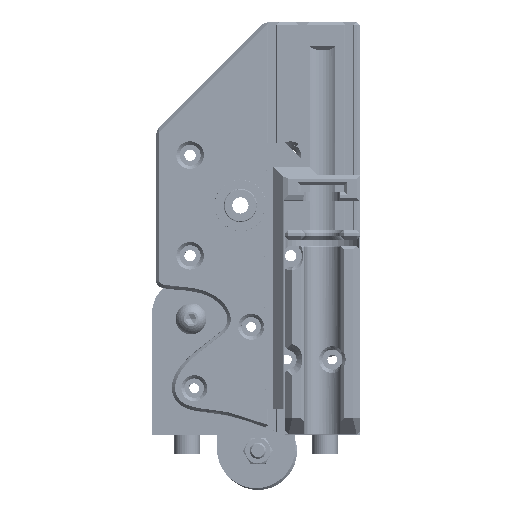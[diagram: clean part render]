
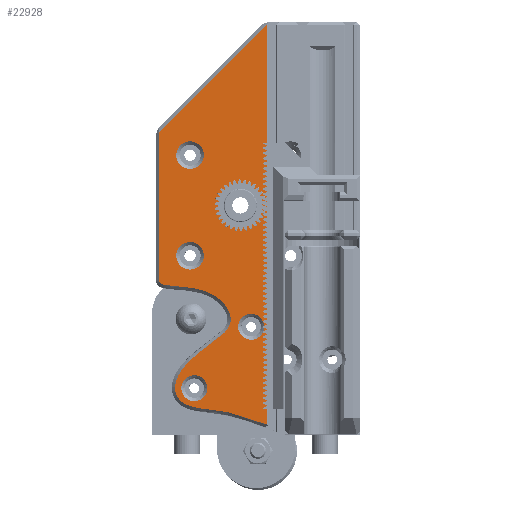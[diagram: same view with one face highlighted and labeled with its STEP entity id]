
A CAD part, top view. The second image highlights one B-rep face of the part: STEP entity #22928.
In plain terms, the highlighted planar face has unit normal (0, 0, 1).
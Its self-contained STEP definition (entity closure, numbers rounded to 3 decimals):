
#312=B_SPLINE_CURVE_WITH_KNOTS('',3,(#38192,#38193,#38194,#38195,#38196,
#38197,#38198,#38199,#38200,#38201,#38202,#38203,#38204,#38205,#38206,#38207,
#38208,#38209,#38210,#38211,#38212,#38213,#38214,#38215,#38216,#38217,#38218,
#38219,#38220,#38221,#38222,#38223,#38224,#38225,#38226,#38227,#38228,#38229,
#38230,#38231,#38232),.UNSPECIFIED.,.F.,.F.,(4,1,1,1,1,1,1,1,1,1,1,2,1,
1,1,1,1,1,1,1,1,1,1,1,1,1,1,1,1,1,1,2,2,2,4),(0.189,0.283,
0.38,0.429,0.478,0.527,
0.576,0.673,0.771,0.795,
0.868,0.966,1.102,1.239,1.375,
1.511,1.693,1.875,1.966,2.011,
2.057,2.193,2.238,2.329,2.375,
2.42,2.511,2.602,2.738,2.875,
3.011,3.147,3.221,3.28,3.344),
 .UNSPECIFIED.);
#952=FACE_BOUND('',#3808,.T.);
#953=FACE_BOUND('',#3809,.T.);
#954=FACE_BOUND('',#3810,.T.);
#955=FACE_BOUND('',#3811,.T.);
#956=FACE_BOUND('',#3812,.T.);
#1171=PLANE('',#24791);
#2435=FACE_OUTER_BOUND('',#3807,.T.);
#3807=EDGE_LOOP('',(#17367,#17368,#17369,#17370));
#3808=EDGE_LOOP('',(#17371));
#3809=EDGE_LOOP('',(#17372));
#3810=EDGE_LOOP('',(#17373));
#3811=EDGE_LOOP('',(#17374));
#3812=EDGE_LOOP('',(#17375));
#5193=LINE('',#38234,#7098);
#5194=LINE('',#38236,#7099);
#5195=LINE('',#38237,#7100);
#7098=VECTOR('',#28491,10.);
#7099=VECTOR('',#28492,10.);
#7100=VECTOR('',#28493,10.);
#8912=CIRCLE('',#24789,3.75);
#8914=CIRCLE('',#24792,4.);
#8915=CIRCLE('',#24793,4.25);
#8916=CIRCLE('',#24794,4.25);
#8917=CIRCLE('',#24795,4.);
#10345=VERTEX_POINT('',#38184);
#10347=VERTEX_POINT('',#38190);
#10348=VERTEX_POINT('',#38191);
#10349=VERTEX_POINT('',#38233);
#10350=VERTEX_POINT('',#38235);
#10351=VERTEX_POINT('',#38238);
#10352=VERTEX_POINT('',#38240);
#10353=VERTEX_POINT('',#38242);
#10354=VERTEX_POINT('',#38244);
#12962=EDGE_CURVE('',#10345,#10345,#8912,.T.);
#12965=EDGE_CURVE('',#10347,#10348,#312,.T.);
#12966=EDGE_CURVE('',#10347,#10349,#5193,.T.);
#12967=EDGE_CURVE('',#10350,#10349,#5194,.T.);
#12968=EDGE_CURVE('',#10348,#10350,#5195,.T.);
#12969=EDGE_CURVE('',#10351,#10351,#8914,.T.);
#12970=EDGE_CURVE('',#10352,#10352,#8915,.T.);
#12971=EDGE_CURVE('',#10353,#10353,#8916,.T.);
#12972=EDGE_CURVE('',#10354,#10354,#8917,.T.);
#17367=ORIENTED_EDGE('',*,*,#12965,.F.);
#17368=ORIENTED_EDGE('',*,*,#12966,.T.);
#17369=ORIENTED_EDGE('',*,*,#12967,.F.);
#17370=ORIENTED_EDGE('',*,*,#12968,.F.);
#17371=ORIENTED_EDGE('',*,*,#12969,.F.);
#17372=ORIENTED_EDGE('',*,*,#12970,.F.);
#17373=ORIENTED_EDGE('',*,*,#12971,.F.);
#17374=ORIENTED_EDGE('',*,*,#12972,.F.);
#17375=ORIENTED_EDGE('',*,*,#12962,.F.);
#22928=ADVANCED_FACE('',(#2435,#952,#953,#954,#955,#956),#1171,.F.);
#24789=AXIS2_PLACEMENT_3D('',#38185,#28484,#28485);
#24791=AXIS2_PLACEMENT_3D('',#38189,#28489,#28490);
#24792=AXIS2_PLACEMENT_3D('',#38239,#28494,#28495);
#24793=AXIS2_PLACEMENT_3D('',#38241,#28496,#28497);
#24794=AXIS2_PLACEMENT_3D('',#38243,#28498,#28499);
#24795=AXIS2_PLACEMENT_3D('',#38245,#28500,#28501);
#28484=DIRECTION('center_axis',(0.,0.,1.));
#28485=DIRECTION('ref_axis',(1.,0.,0.));
#28489=DIRECTION('center_axis',(0.,0.,-1.));
#28490=DIRECTION('ref_axis',(1.,0.,0.));
#28491=DIRECTION('',(0.,1.,0.));
#28492=DIRECTION('',(0.707,0.707,0.));
#28493=DIRECTION('',(0.,1.,0.));
#28494=DIRECTION('center_axis',(0.,0.,1.));
#28495=DIRECTION('ref_axis',(-1.,0.,0.));
#28496=DIRECTION('center_axis',(0.,0.,1.));
#28497=DIRECTION('ref_axis',(-1.,0.,0.));
#28498=DIRECTION('center_axis',(0.,0.,1.));
#28499=DIRECTION('ref_axis',(-1.,0.,0.));
#28500=DIRECTION('center_axis',(0.,0.,1.));
#28501=DIRECTION('ref_axis',(-1.,0.,0.));
#38184=CARTESIAN_POINT('',(-8.55,55.,16.));
#38185=CARTESIAN_POINT('Origin',(-4.8,55.,16.));
#38189=CARTESIAN_POINT('Origin',(9.,111.5,16.));
#38190=CARTESIAN_POINT('',(3.535,-12.5,16.));
#38191=CARTESIAN_POINT('',(-29.8,32.,16.));
#38192=CARTESIAN_POINT('Ctrl Pts',(3.535,-12.5,16.));
#38193=CARTESIAN_POINT('Ctrl Pts',(2.114,-11.974,16.));
#38194=CARTESIAN_POINT('Ctrl Pts',(-1.078,-10.806,
16.));
#38195=CARTESIAN_POINT('Ctrl Pts',(-5.24,-9.473,
16.));
#38196=CARTESIAN_POINT('Ctrl Pts',(-8.183,-8.717,16.));
#38197=CARTESIAN_POINT('Ctrl Pts',(-10.336,-8.275,
16.));
#38198=CARTESIAN_POINT('Ctrl Pts',(-12.431,-7.976,16.));
#38199=CARTESIAN_POINT('Ctrl Pts',(-14.959,-7.731,
16.));
#38200=CARTESIAN_POINT('Ctrl Pts',(-17.723,-7.474,
16.));
#38201=CARTESIAN_POINT('Ctrl Pts',(-20.096,-6.911,
16.));
#38202=CARTESIAN_POINT('Ctrl Pts',(-22.033,-6.064,
16.));
#38203=CARTESIAN_POINT('Ctrl Pts',(-23.693,-4.942,
16.));
#38204=CARTESIAN_POINT('Ctrl Pts',(-24.535,-3.476,
16.));
#38205=CARTESIAN_POINT('Ctrl Pts',(-25.076,-1.242,
16.));
#38206=CARTESIAN_POINT('Ctrl Pts',(-24.696,1.633,16.));
#38207=CARTESIAN_POINT('Ctrl Pts',(-22.189,5.519,16.));
#38208=CARTESIAN_POINT('Ctrl Pts',(-18.814,8.789,16.));
#38209=CARTESIAN_POINT('Ctrl Pts',(-14.646,11.951,16.));
#38210=CARTESIAN_POINT('Ctrl Pts',(-10.544,14.833,16.));
#38211=CARTESIAN_POINT('Ctrl Pts',(-8.147,17.419,16.));
#38212=CARTESIAN_POINT('Ctrl Pts',(-7.706,19.625,16.));
#38213=CARTESIAN_POINT('Ctrl Pts',(-7.842,20.887,16.));
#38214=CARTESIAN_POINT('Ctrl Pts',(-8.23,22.329,16.));
#38215=CARTESIAN_POINT('Ctrl Pts',(-8.971,23.657,16.));
#38216=CARTESIAN_POINT('Ctrl Pts',(-10.23,25.193,16.));
#38217=CARTESIAN_POINT('Ctrl Pts',(-11.326,26.214,16.));
#38218=CARTESIAN_POINT('Ctrl Pts',(-12.694,27.175,16.));
#38219=CARTESIAN_POINT('Ctrl Pts',(-14.286,28.077,16.));
#38220=CARTESIAN_POINT('Ctrl Pts',(-16.334,28.889,16.));
#38221=CARTESIAN_POINT('Ctrl Pts',(-19.093,29.565,16.));
#38222=CARTESIAN_POINT('Ctrl Pts',(-22.038,29.923,16.));
#38223=CARTESIAN_POINT('Ctrl Pts',(-25.104,30.11,16.));
#38224=CARTESIAN_POINT('Ctrl Pts',(-27.619,30.328,16.));
#38225=CARTESIAN_POINT('Ctrl Pts',(-28.748,30.657,16.));
#38226=CARTESIAN_POINT('Ctrl Pts',(-29.304,30.956,16.));
#38227=CARTESIAN_POINT('Ctrl Pts',(-29.452,31.071,16.));
#38228=CARTESIAN_POINT('Ctrl Pts',(-29.634,31.289,16.));
#38229=CARTESIAN_POINT('Ctrl Pts',(-29.689,31.386,16.));
#38230=CARTESIAN_POINT('Ctrl Pts',(-29.776,31.645,16.));
#38231=CARTESIAN_POINT('Ctrl Pts',(-29.8,31.81,16.));
#38232=CARTESIAN_POINT('Ctrl Pts',(-29.8,32.,16.));
#38233=CARTESIAN_POINT('',(3.535,110.921,16.));
#38234=CARTESIAN_POINT('',(3.535,87.869,16.));
#38235=CARTESIAN_POINT('',(-29.8,77.586,16.));
#38236=CARTESIAN_POINT('',(-3.393,103.993,16.));
#38237=CARTESIAN_POINT('',(-29.8,94.75,16.));
#38238=CARTESIAN_POINT('',(-15.,-1.25,16.));
#38239=CARTESIAN_POINT('Origin',(-19.,-1.25,16.));
#38240=CARTESIAN_POINT('',(-16.05,39.5,16.));
#38241=CARTESIAN_POINT('Origin',(-20.3,39.5,16.));
#38242=CARTESIAN_POINT('',(-16.05,70.5,16.));
#38243=CARTESIAN_POINT('Origin',(-20.3,70.5,16.));
#38244=CARTESIAN_POINT('',(2.5,17.65,16.));
#38245=CARTESIAN_POINT('Origin',(-1.5,17.65,16.));
